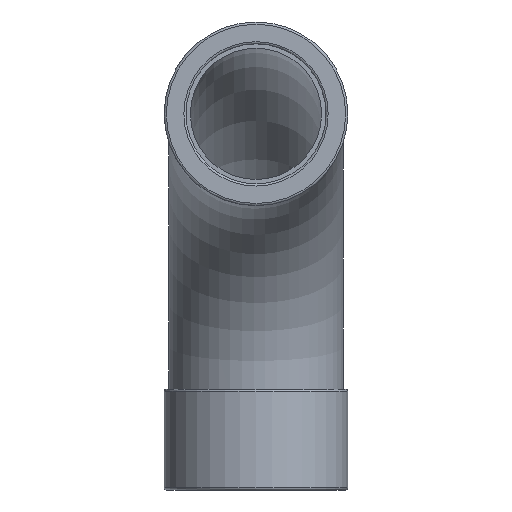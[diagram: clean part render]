
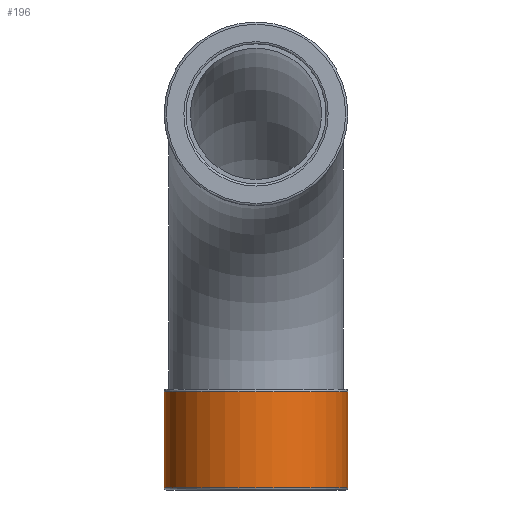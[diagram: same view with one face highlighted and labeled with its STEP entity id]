
A CAD part, left-side view. The second image highlights one B-rep face of the part: STEP entity #196.
In plain terms, the highlighted cylindrical face has radius 21 mm (diameter 42 mm), a full revolution.
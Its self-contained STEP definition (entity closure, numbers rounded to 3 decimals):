
#23=CYLINDRICAL_SURFACE('',#218,21.);
#28=FACE_BOUND('',#66,.T.);
#46=FACE_OUTER_BOUND('',#65,.T.);
#65=EDGE_LOOP('',(#153));
#66=EDGE_LOOP('',(#154));
#99=CIRCLE('',#216,21.);
#101=CIRCLE('',#219,21.);
#115=VERTEX_POINT('',#321);
#117=VERTEX_POINT('',#326);
#133=EDGE_CURVE('',#115,#115,#99,.T.);
#135=EDGE_CURVE('',#117,#117,#101,.T.);
#153=ORIENTED_EDGE('',*,*,#135,.F.);
#154=ORIENTED_EDGE('',*,*,#133,.F.);
#196=ADVANCED_FACE('',(#46,#28),#23,.T.);
#216=AXIS2_PLACEMENT_3D('',#322,#253,#254);
#218=AXIS2_PLACEMENT_3D('',#325,#257,#258);
#219=AXIS2_PLACEMENT_3D('',#327,#259,#260);
#253=DIRECTION('center_axis',(0.,0.,1.));
#254=DIRECTION('ref_axis',(1.,0.,0.));
#257=DIRECTION('center_axis',(0.,0.,1.));
#258=DIRECTION('ref_axis',(1.,0.,0.));
#259=DIRECTION('center_axis',(0.,0.,-1.));
#260=DIRECTION('ref_axis',(1.,0.,0.));
#321=CARTESIAN_POINT('',(-21.,0.,22.5));
#322=CARTESIAN_POINT('Origin',(0.,0.,22.5));
#325=CARTESIAN_POINT('Origin',(0.,0.,0.));
#326=CARTESIAN_POINT('',(-21.,0.,0.5));
#327=CARTESIAN_POINT('Origin',(0.,0.,0.5));
